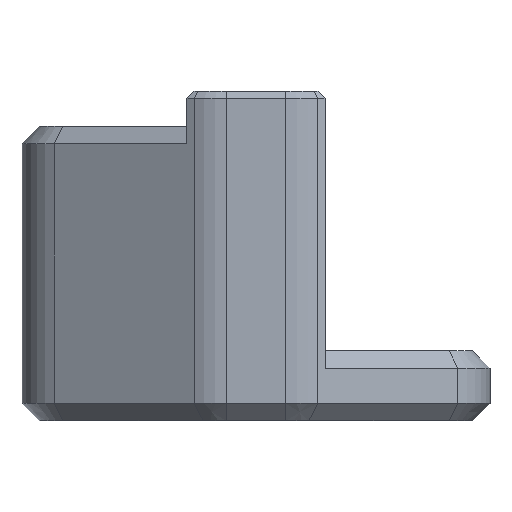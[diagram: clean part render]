
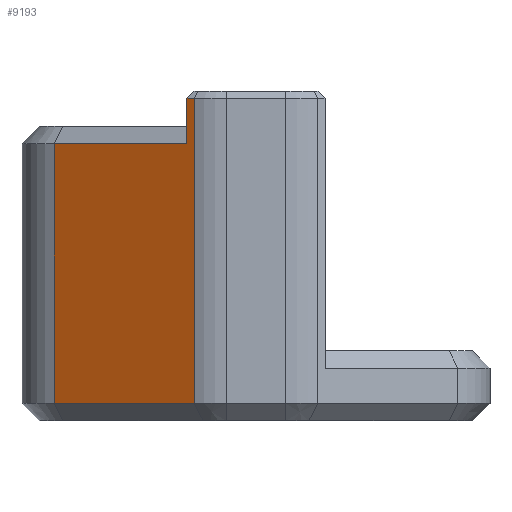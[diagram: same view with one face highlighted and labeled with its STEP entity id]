
A CAD part, left-side view. The second image highlights one B-rep face of the part: STEP entity #9193.
In plain terms, the highlighted planar face has unit normal (-0.866, 0.5, 0).
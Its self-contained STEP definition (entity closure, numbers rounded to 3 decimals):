
#413 = CARTESIAN_POINT ( 'NONE',  ( -15.632, 2.638, 0.75 ) ) ;
#1210 = EDGE_CURVE ( 'NONE', #8325, #1343, #6699, .T. ) ;
#1343 = VERTEX_POINT ( 'NONE', #10042 ) ;
#2031 = CARTESIAN_POINT ( 'NONE',  ( -13.903, 5.632, 13.8 ) ) ;
#2083 = VECTOR ( 'NONE', #6084, 1000. ) ;
#2111 = DIRECTION ( 'NONE',  ( 0.5, 0.866, 0. ) ) ;
#2228 = ORIENTED_EDGE ( 'NONE', *, *, #6991, .T. ) ;
#2252 = EDGE_CURVE ( 'NONE', #4468, #5867, #7579, .T. ) ;
#2670 = VECTOR ( 'NONE', #9342, 1000. ) ;
#2854 = CARTESIAN_POINT ( 'NONE',  ( -12.175, 8.625, 0.75 ) ) ;
#2880 = VERTEX_POINT ( 'NONE', #6023 ) ;
#3021 = CARTESIAN_POINT ( 'NONE',  ( -13.903, 5.632, 11.85 ) ) ;
#3094 = VECTOR ( 'NONE', #7346, 1000. ) ;
#3159 = FACE_OUTER_BOUND ( 'NONE', #10476, .T. ) ;
#3468 = DIRECTION ( 'NONE',  ( 0.5, 0.866, 0. ) ) ;
#3543 = CARTESIAN_POINT ( 'NONE',  ( -12.175, 8.625, 6.3 ) ) ;
#3949 = CARTESIAN_POINT ( 'NONE',  ( -12.17, 8.634, 0.74 ) ) ;
#4003 = ORIENTED_EDGE ( 'NONE', *, *, #1210, .T. ) ;
#4100 = CARTESIAN_POINT ( 'NONE',  ( -15.632, 2.638, 7.275 ) ) ;
#4468 = VERTEX_POINT ( 'NONE', #2854 ) ;
#4655 = AXIS2_PLACEMENT_3D ( 'NONE', #3949, #7946, #4756 ) ;
#4756 = DIRECTION ( 'NONE',  ( -0.5, -0.866, 0. ) ) ;
#4885 = CARTESIAN_POINT ( 'NONE',  ( -15.632, 2.638, 0.75 ) ) ;
#5595 = EDGE_CURVE ( 'NONE', #8325, #4468, #7843, .T. ) ;
#5867 = VERTEX_POINT ( 'NONE', #10010 ) ;
#6023 = CARTESIAN_POINT ( 'NONE',  ( -15.452, 2.95, 13.8 ) ) ;
#6084 = DIRECTION ( 'NONE',  ( 0.5, 0.866, 0. ) ) ;
#6093 = CARTESIAN_POINT ( 'NONE',  ( -15.452, 2.95, 7.275 ) ) ;
#6320 = ORIENTED_EDGE ( 'NONE', *, *, #5595, .F. ) ;
#6384 = ORIENTED_EDGE ( 'NONE', *, *, #10325, .T. ) ;
#6699 = LINE ( 'NONE', #4100, #3094 ) ;
#6774 = DIRECTION ( 'NONE',  ( 0., 0., 1. ) ) ;
#6991 = EDGE_CURVE ( 'NONE', #2880, #8393, #8605, .T. ) ;
#7117 = ORIENTED_EDGE ( 'NONE', *, *, #7723, .T. ) ;
#7346 = DIRECTION ( 'NONE',  ( 0., 0., 1. ) ) ;
#7579 = LINE ( 'NONE', #3543, #8799 ) ;
#7655 = LINE ( 'NONE', #2031, #10478 ) ;
#7723 = EDGE_CURVE ( 'NONE', #1343, #2880, #7655, .T. ) ;
#7843 = LINE ( 'NONE', #413, #2083 ) ;
#7946 = DIRECTION ( 'NONE',  ( -0.866, 0.5, 0. ) ) ;
#8054 = VECTOR ( 'NONE', #2111, 1000. ) ;
#8221 = CARTESIAN_POINT ( 'NONE',  ( -15.452, 2.95, 11.85 ) ) ;
#8325 = VERTEX_POINT ( 'NONE', #4885 ) ;
#8393 = VERTEX_POINT ( 'NONE', #8221 ) ;
#8605 = LINE ( 'NONE', #6093, #2670 ) ;
#8799 = VECTOR ( 'NONE', #6774, 1000. ) ;
#9193 = ADVANCED_FACE ( 'NONE', ( #3159 ), #9686, .T. ) ;
#9337 = LINE ( 'NONE', #3021, #8054 ) ;
#9342 = DIRECTION ( 'NONE',  ( 0., 0., -1. ) ) ;
#9686 = PLANE ( 'NONE',  #4655 ) ;
#10010 = CARTESIAN_POINT ( 'NONE',  ( -12.175, 8.625, 11.85 ) ) ;
#10024 = ORIENTED_EDGE ( 'NONE', *, *, #2252, .F. ) ;
#10042 = CARTESIAN_POINT ( 'NONE',  ( -15.632, 2.638, 13.8 ) ) ;
#10325 = EDGE_CURVE ( 'NONE', #8393, #5867, #9337, .T. ) ;
#10476 = EDGE_LOOP ( 'NONE', ( #6320, #4003, #7117, #2228, #6384, #10024 ) ) ;
#10478 = VECTOR ( 'NONE', #3468, 1000. ) ;
